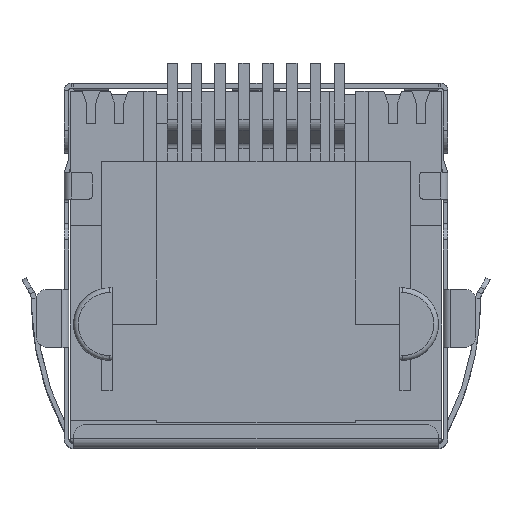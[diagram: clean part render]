
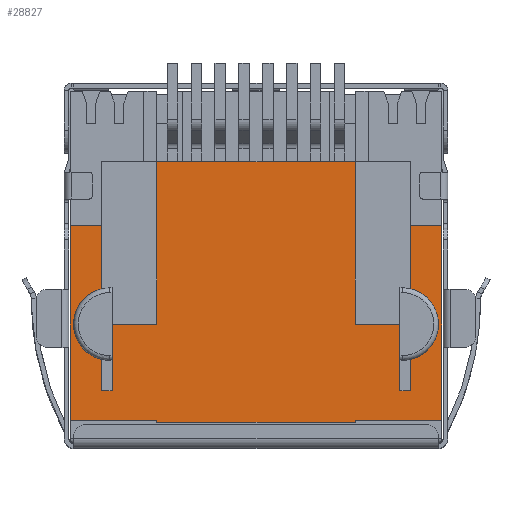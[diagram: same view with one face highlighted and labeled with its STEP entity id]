
A CAD part, top view. The second image highlights one B-rep face of the part: STEP entity #28827.
In plain terms, the highlighted planar face has unit normal (0, 0, 1).
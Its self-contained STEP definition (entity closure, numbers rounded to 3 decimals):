
#18304=DIRECTION('',(0.,1.,0.));
#18305=VECTOR('',#18304,8.3);
#18306=CARTESIAN_POINT('',(15.9,1.,-1.35));
#18307=LINE('',#18306,#18305);
#19030=DIRECTION('',(-1.,0.,0.));
#19031=VECTOR('',#19030,8.5);
#19032=CARTESIAN_POINT('',(12.2,12.05,-1.35));
#19033=LINE('',#19032,#19031);
#19475=DIRECTION('',(0.,1.,0.));
#19476=VECTOR('',#19475,2.69);
#19477=CARTESIAN_POINT('',(1.35,6.61,-1.35));
#19478=LINE('',#19477,#19476);
#19496=DIRECTION('',(0.,-1.,0.));
#19497=VECTOR('',#19496,6.95);
#19498=CARTESIAN_POINT('',(3.7,12.05,-1.35));
#19499=LINE('',#19498,#19497);
#19504=CARTESIAN_POINT('',(14.2,5.1,-1.35));
#19505=DIRECTION('',(0.,0.,1.));
#19506=DIRECTION('',(0.226,-0.974,0.));
#19507=AXIS2_PLACEMENT_3D('',#19504,#19505,#19506);
#19509=DIRECTION('',(0.,-1.,0.));
#19510=VECTOR('',#19509,0.1);
#19511=CARTESIAN_POINT('',(12.2,1.,-1.35));
#19512=LINE('',#19511,#19510);
#19513=DIRECTION('',(0.,1.,0.));
#19514=VECTOR('',#19513,0.1);
#19515=CARTESIAN_POINT('',(3.7,0.9,-1.35));
#19516=LINE('',#19515,#19514);
#19517=DIRECTION('',(0.,1.,0.));
#19518=VECTOR('',#19517,8.3);
#19519=CARTESIAN_POINT('',(0.,1.,-1.35));
#19520=LINE('',#19519,#19518);
#19521=CARTESIAN_POINT('',(1.7,5.1,-1.35));
#19522=DIRECTION('',(0.,0.,1.));
#19523=DIRECTION('',(-0.226,0.974,0.));
#19524=AXIS2_PLACEMENT_3D('',#19521,#19522,#19523);
#19534=DIRECTION('',(0.,1.,0.));
#19535=VECTOR('',#19534,6.95);
#19536=CARTESIAN_POINT('',(12.2,5.1,-1.35));
#19537=LINE('',#19536,#19535);
#19555=DIRECTION('',(0.,-1.,0.));
#19556=VECTOR('',#19555,2.69);
#19557=CARTESIAN_POINT('',(14.55,9.3,-1.35));
#19558=LINE('',#19557,#19556);
#19563=DIRECTION('',(-1.,0.,0.));
#19564=VECTOR('',#19563,1.35);
#19565=CARTESIAN_POINT('',(15.9,9.3,-1.35));
#19566=LINE('',#19565,#19564);
#19650=DIRECTION('',(0.,1.,0.));
#19651=VECTOR('',#19650,2.85);
#19652=CARTESIAN_POINT('',(14.1,2.25,-1.35));
#19653=LINE('',#19652,#19651);
#19683=DIRECTION('',(0.,-1.,0.));
#19684=VECTOR('',#19683,1.34);
#19685=CARTESIAN_POINT('',(14.55,3.59,-1.35));
#19686=LINE('',#19685,#19684);
#19695=DIRECTION('',(-1.,0.,0.));
#19696=VECTOR('',#19695,0.45);
#19697=CARTESIAN_POINT('',(14.55,2.25,-1.35));
#19698=LINE('',#19697,#19696);
#19703=DIRECTION('',(-1.,0.,0.));
#19704=VECTOR('',#19703,1.9);
#19705=CARTESIAN_POINT('',(14.1,5.1,-1.35));
#19706=LINE('',#19705,#19704);
#19723=DIRECTION('',(1.,0.,0.));
#19724=VECTOR('',#19723,3.7);
#19725=CARTESIAN_POINT('',(12.2,1.,-1.35));
#19726=LINE('',#19725,#19724);
#19755=DIRECTION('',(1.,0.,0.));
#19756=VECTOR('',#19755,8.5);
#19757=CARTESIAN_POINT('',(3.7,0.9,-1.35));
#19758=LINE('',#19757,#19756);
#19775=DIRECTION('',(1.,0.,0.));
#19776=VECTOR('',#19775,3.7);
#19777=CARTESIAN_POINT('',(0.,1.,-1.35));
#19778=LINE('',#19777,#19776);
#20017=DIRECTION('',(-1.,0.,0.));
#20018=VECTOR('',#20017,1.35);
#20019=CARTESIAN_POINT('',(1.35,9.3,-1.35));
#20020=LINE('',#20019,#20018);
#20108=DIRECTION('',(0.,-1.,0.));
#20109=VECTOR('',#20108,2.85);
#20110=CARTESIAN_POINT('',(1.8,5.1,-1.35));
#20111=LINE('',#20110,#20109);
#20128=DIRECTION('',(-1.,0.,0.));
#20129=VECTOR('',#20128,1.9);
#20130=CARTESIAN_POINT('',(3.7,5.1,-1.35));
#20131=LINE('',#20130,#20129);
#20148=DIRECTION('',(-1.,0.,0.));
#20149=VECTOR('',#20148,0.45);
#20150=CARTESIAN_POINT('',(1.8,2.25,-1.35));
#20151=LINE('',#20150,#20149);
#20165=DIRECTION('',(0.,1.,0.));
#20166=VECTOR('',#20165,1.34);
#20167=CARTESIAN_POINT('',(1.35,2.25,-1.35));
#20168=LINE('',#20167,#20166);
#24980=CARTESIAN_POINT('',(15.9,1.,-1.35));
#24981=VERTEX_POINT('',#24980);
#24982=CARTESIAN_POINT('',(15.9,9.3,-1.35));
#24983=VERTEX_POINT('',#24982);
#25108=CARTESIAN_POINT('',(14.55,9.3,-1.35));
#25109=VERTEX_POINT('',#25108);
#25110=CARTESIAN_POINT('',(12.2,12.05,-1.35));
#25111=CARTESIAN_POINT('',(3.7,12.05,-1.35));
#25112=VERTEX_POINT('',#25110);
#25113=VERTEX_POINT('',#25111);
#25114=CARTESIAN_POINT('',(12.2,5.1,-1.35));
#25115=VERTEX_POINT('',#25114);
#25116=CARTESIAN_POINT('',(14.1,5.1,-1.35));
#25117=VERTEX_POINT('',#25116);
#25118=CARTESIAN_POINT('',(14.1,2.25,-1.35));
#25119=VERTEX_POINT('',#25118);
#25120=CARTESIAN_POINT('',(14.55,2.25,-1.35));
#25121=VERTEX_POINT('',#25120);
#25122=CARTESIAN_POINT('',(14.55,3.59,-1.35));
#25123=VERTEX_POINT('',#25122);
#25124=CARTESIAN_POINT('',(14.55,6.61,-1.35));
#25125=VERTEX_POINT('',#25124);
#25126=CARTESIAN_POINT('',(12.2,1.,-1.35));
#25127=VERTEX_POINT('',#25126);
#25128=CARTESIAN_POINT('',(12.2,0.9,-1.35));
#25129=VERTEX_POINT('',#25128);
#25130=CARTESIAN_POINT('',(3.7,0.9,-1.35));
#25131=VERTEX_POINT('',#25130);
#25132=CARTESIAN_POINT('',(3.7,1.,-1.35));
#25133=VERTEX_POINT('',#25132);
#25134=CARTESIAN_POINT('',(0.,1.,-1.35));
#25135=VERTEX_POINT('',#25134);
#25136=CARTESIAN_POINT('',(0.,9.3,-1.35));
#25137=VERTEX_POINT('',#25136);
#25138=CARTESIAN_POINT('',(1.35,9.3,-1.35));
#25139=VERTEX_POINT('',#25138);
#25140=CARTESIAN_POINT('',(1.35,6.61,-1.35));
#25141=VERTEX_POINT('',#25140);
#25142=CARTESIAN_POINT('',(1.35,3.59,-1.35));
#25143=VERTEX_POINT('',#25142);
#25144=CARTESIAN_POINT('',(1.35,2.25,-1.35));
#25145=VERTEX_POINT('',#25144);
#25146=CARTESIAN_POINT('',(1.8,2.25,-1.35));
#25147=VERTEX_POINT('',#25146);
#25148=CARTESIAN_POINT('',(1.8,5.1,-1.35));
#25149=VERTEX_POINT('',#25148);
#25150=CARTESIAN_POINT('',(3.7,5.1,-1.35));
#25151=VERTEX_POINT('',#25150);
#28776=CARTESIAN_POINT('',(7.95,6.475,-1.35));
#28777=DIRECTION('',(0.,0.,1.));
#28778=DIRECTION('',(0.,-1.,0.));
#28779=AXIS2_PLACEMENT_3D('',#28776,#28777,#28778);
#28780=PLANE('',#28779);
#28781=ORIENTED_EDGE('',*,*,#28133,.F.);
#28783=ORIENTED_EDGE('',*,*,#28782,.F.);
#28785=ORIENTED_EDGE('',*,*,#28784,.F.);
#28787=ORIENTED_EDGE('',*,*,#28786,.F.);
#28789=ORIENTED_EDGE('',*,*,#28788,.F.);
#28791=ORIENTED_EDGE('',*,*,#28790,.F.);
#28793=ORIENTED_EDGE('',*,*,#28792,.T.);
#28795=ORIENTED_EDGE('',*,*,#28794,.F.);
#28797=ORIENTED_EDGE('',*,*,#28796,.F.);
#28798=ORIENTED_EDGE('',*,*,#27164,.F.);
#28800=ORIENTED_EDGE('',*,*,#28799,.F.);
#28802=ORIENTED_EDGE('',*,*,#28801,.T.);
#28804=ORIENTED_EDGE('',*,*,#28803,.F.);
#28806=ORIENTED_EDGE('',*,*,#28805,.T.);
#28808=ORIENTED_EDGE('',*,*,#28807,.F.);
#28810=ORIENTED_EDGE('',*,*,#28809,.T.);
#28812=ORIENTED_EDGE('',*,*,#28811,.F.);
#28813=ORIENTED_EDGE('',*,*,#28734,.F.);
#28815=ORIENTED_EDGE('',*,*,#28814,.T.);
#28817=ORIENTED_EDGE('',*,*,#28816,.F.);
#28819=ORIENTED_EDGE('',*,*,#28818,.F.);
#28821=ORIENTED_EDGE('',*,*,#28820,.F.);
#28823=ORIENTED_EDGE('',*,*,#28822,.F.);
#28824=ORIENTED_EDGE('',*,*,#28768,.F.);
#28825=EDGE_LOOP('',(#28781,#28783,#28785,#28787,#28789,#28791,#28793,#28795,
#28797,#28798,#28800,#28802,#28804,#28806,#28808,#28810,#28812,#28813,#28815,
#28817,#28819,#28821,#28823,#28824));
#28826=FACE_OUTER_BOUND('',#28825,.F.);
#28827=ADVANCED_FACE('',(#28826),#28780,.T.);
#19508=CIRCLE('',#19507,1.55);
#19525=CIRCLE('',#19524,1.55);
#27164=EDGE_CURVE('',#24981,#24983,#18307,.T.);
#28133=EDGE_CURVE('',#25112,#25113,#19033,.T.);
#28734=EDGE_CURVE('',#25141,#25139,#19478,.T.);
#28768=EDGE_CURVE('',#25113,#25151,#19499,.T.);
#28782=EDGE_CURVE('',#25115,#25112,#19537,.T.);
#28784=EDGE_CURVE('',#25117,#25115,#19706,.T.);
#28786=EDGE_CURVE('',#25119,#25117,#19653,.T.);
#28788=EDGE_CURVE('',#25121,#25119,#19698,.T.);
#28790=EDGE_CURVE('',#25123,#25121,#19686,.T.);
#28792=EDGE_CURVE('',#25123,#25125,#19508,.T.);
#28794=EDGE_CURVE('',#25109,#25125,#19558,.T.);
#28796=EDGE_CURVE('',#24983,#25109,#19566,.T.);
#28799=EDGE_CURVE('',#25127,#24981,#19726,.T.);
#28801=EDGE_CURVE('',#25127,#25129,#19512,.T.);
#28803=EDGE_CURVE('',#25131,#25129,#19758,.T.);
#28805=EDGE_CURVE('',#25131,#25133,#19516,.T.);
#28807=EDGE_CURVE('',#25135,#25133,#19778,.T.);
#28809=EDGE_CURVE('',#25135,#25137,#19520,.T.);
#28811=EDGE_CURVE('',#25139,#25137,#20020,.T.);
#28814=EDGE_CURVE('',#25141,#25143,#19525,.T.);
#28816=EDGE_CURVE('',#25145,#25143,#20168,.T.);
#28818=EDGE_CURVE('',#25147,#25145,#20151,.T.);
#28820=EDGE_CURVE('',#25149,#25147,#20111,.T.);
#28822=EDGE_CURVE('',#25151,#25149,#20131,.T.);
